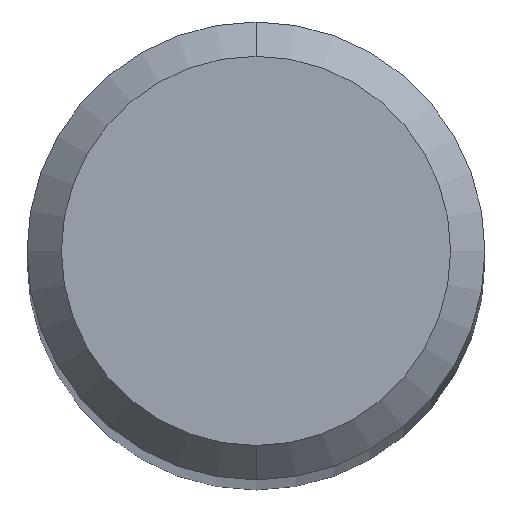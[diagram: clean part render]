
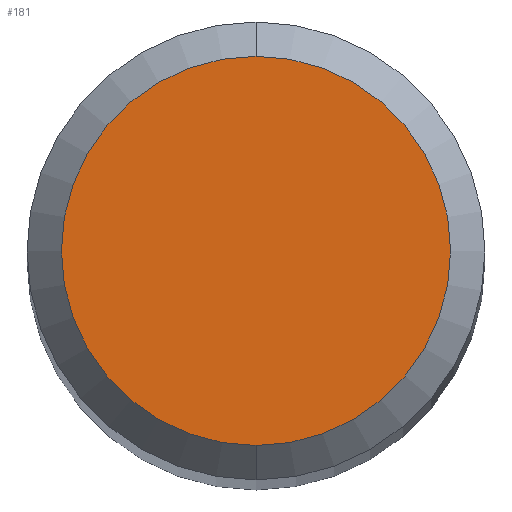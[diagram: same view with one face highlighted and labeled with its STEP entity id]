
A CAD part, top view. The second image highlights one B-rep face of the part: STEP entity #181.
In plain terms, the highlighted planar face has unit normal (0, 0, 1).
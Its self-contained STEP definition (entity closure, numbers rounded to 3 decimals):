
#181=ADVANCED_FACE('',(#488),#489,.T.);
#211=EDGE_CURVE('',#389,#375,#520,.T.);
#303=EDGE_CURVE('',#375,#389,#621,.T.);
#375=VERTEX_POINT('',#703);
#389=VERTEX_POINT('',#719);
#488=FACE_OUTER_BOUND('',#820,.T.);
#489=PLANE('',#821);
#520=CIRCLE('',#880,1.7);
#621=CIRCLE('',#1151,1.7);
#703=CARTESIAN_POINT('',(0.,-1.7,0.0));
#719=CARTESIAN_POINT('',(0.0,1.7,0.0));
#820=EDGE_LOOP('',(#1450,#1451));
#821=AXIS2_PLACEMENT_3D('',#1452,#1453,#1454);
#880=AXIS2_PLACEMENT_3D('',#1475,#1476,#1477);
#1151=AXIS2_PLACEMENT_3D('',#1575,#1576,#1577);
#1450=ORIENTED_EDGE('',*,*,#211,.F.);
#1451=ORIENTED_EDGE('',*,*,#303,.F.);
#1452=CARTESIAN_POINT('',(0.0,0.85,0.0));
#1453=DIRECTION('',(-0.0,0.0,1.0));
#1454=DIRECTION('',(0.0,-1.0,0.0));
#1475=CARTESIAN_POINT('',(0.0,0.0,0.0));
#1476=DIRECTION('',(0.0,0.0,-1.0));
#1477=DIRECTION('',(0.0,1.0,0.0));
#1575=CARTESIAN_POINT('',(0.0,0.0,0.0));
#1576=DIRECTION('',(0.0,0.0,-1.0));
#1577=DIRECTION('',(0.0,1.0,0.0));
